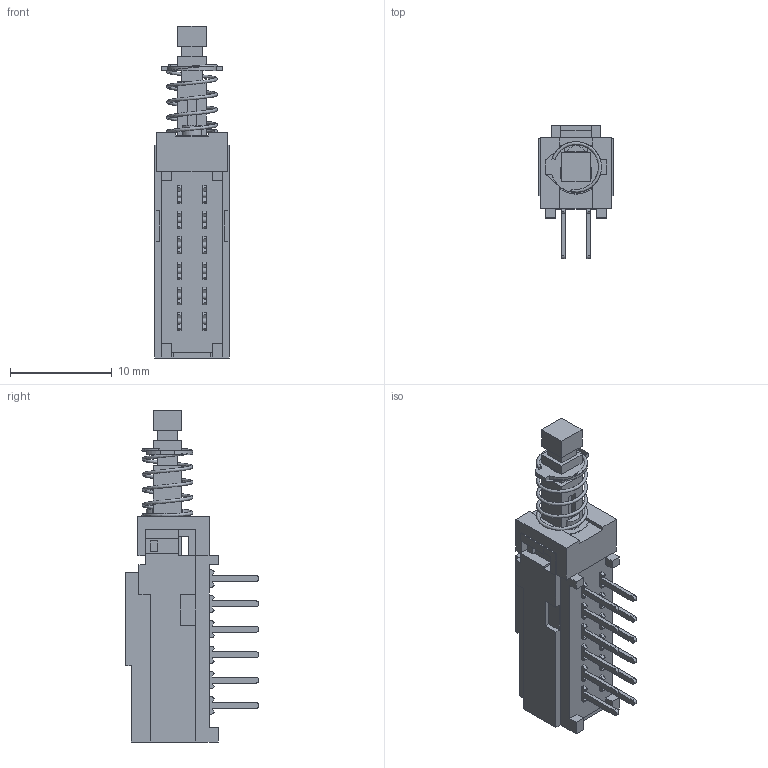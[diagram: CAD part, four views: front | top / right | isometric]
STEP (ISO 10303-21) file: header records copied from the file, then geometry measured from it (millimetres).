
FILE_DESCRIPTION(/* description */ (''),/* implementation_level */ '2;1');
FILE_NAME(/* name */ 'PBH4UxxNAGVX.stp',/* time_stamp */ '2025-05-28T10:22:21-05:00',/* author */ ('mroman'),/* organization */ (''),/* preprocessor_version */ 'ST-DEVELOPER v18.1',/* originating_system */ 'Autodesk Inventor 2022',/* authorisation */ '');
FILE_SCHEMA (('AUTOMOTIVE_DESIGN { 1 0 10303 214 3 1 1 }'));
Length unit declared in the file: centimetre
Products named in the file (1): PBH4UxxNAGVX
Bounding box: 7.3 x 13.15 x 32.7 mm (x, y, z)
Volume: 812.7 mm3; surface area: 1720.9 mm2
Topology: 1 solids, 1 shells, 376 faces, 1080 edges, 706 vertices
Faces by surface type: plane 325, cylinder 49, bspline 2
Entity records: 13104 total; most frequent: CARTESIAN_POINT 3130, ORIENTED_EDGE 2160, DIRECTION 1922, EDGE_CURVE 1080, LINE 960, VECTOR 960, VERTEX_POINT 706, AXIS2_PLACEMENT_3D 481
